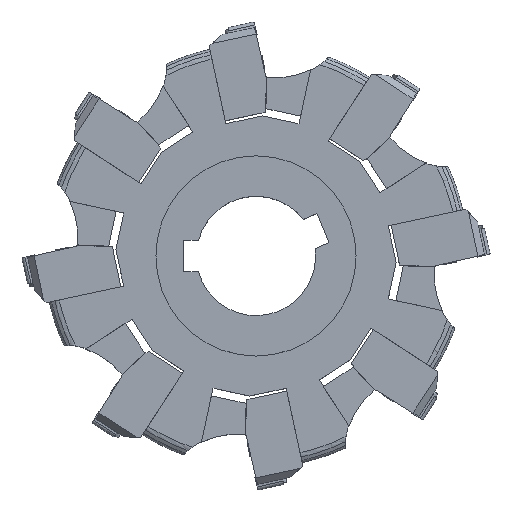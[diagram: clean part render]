
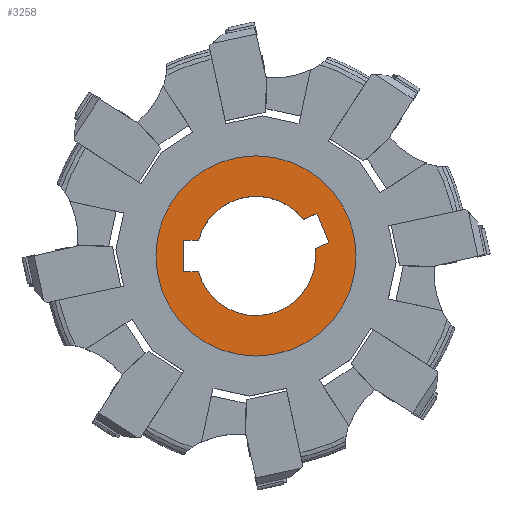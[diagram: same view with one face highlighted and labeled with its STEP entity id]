
A CAD part, top view. The second image highlights one B-rep face of the part: STEP entity #3258.
In plain terms, the highlighted planar face has unit normal (0, 0, 1).
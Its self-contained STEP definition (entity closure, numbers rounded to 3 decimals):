
#1547=LINE('',#17524,#2235);
#1550=LINE('',#17531,#2238);
#1553=LINE('',#17537,#2241);
#1557=LINE('',#17545,#2245);
#1560=LINE('',#17552,#2248);
#1563=LINE('',#17558,#2251);
#2235=VECTOR('',#11797,1.);
#2238=VECTOR('',#11802,1.);
#2241=VECTOR('',#11807,1.);
#2245=VECTOR('',#11813,1.);
#2248=VECTOR('',#11818,1.);
#2251=VECTOR('',#11823,1.);
#2755=PLANE('',#10695);
#3258=ADVANCED_FACE('',(#3655,#3656),#2755,.T.);
#3655=FACE_BOUND('',#3975,.T.);
#3656=FACE_BOUND('',#3976,.T.);
#3975=EDGE_LOOP('',(#5406));
#3976=EDGE_LOOP('',(#5407,#5408,#5409,#5410,#5411,#5412,#5413,#5414));
#5406=ORIENTED_EDGE('',*,*,#8896,.T.);
#5407=ORIENTED_EDGE('',*,*,#8904,.F.);
#5408=ORIENTED_EDGE('',*,*,#8907,.F.);
#5409=ORIENTED_EDGE('',*,*,#8901,.F.);
#5410=ORIENTED_EDGE('',*,*,#8919,.T.);
#5411=ORIENTED_EDGE('',*,*,#8914,.F.);
#5412=ORIENTED_EDGE('',*,*,#8917,.F.);
#5413=ORIENTED_EDGE('',*,*,#8911,.F.);
#5414=ORIENTED_EDGE('',*,*,#8922,.F.);
#7736=VERTEX_POINT('',#17512);
#7741=VERTEX_POINT('',#17523);
#7742=VERTEX_POINT('',#17525);
#7743=VERTEX_POINT('',#17529);
#7745=VERTEX_POINT('',#17532);
#7749=VERTEX_POINT('',#17544);
#7750=VERTEX_POINT('',#17546);
#7751=VERTEX_POINT('',#17550);
#7753=VERTEX_POINT('',#17553);
#8896=EDGE_CURVE('',#7736,#7736,#10003,.T.);
#8901=EDGE_CURVE('',#7741,#7742,#1547,.T.);
#8904=EDGE_CURVE('',#7743,#7745,#1550,.T.);
#8907=EDGE_CURVE('',#7742,#7743,#1553,.T.);
#8911=EDGE_CURVE('',#7749,#7750,#1557,.T.);
#8914=EDGE_CURVE('',#7751,#7753,#1560,.T.);
#8917=EDGE_CURVE('',#7750,#7751,#1563,.T.);
#8919=EDGE_CURVE('',#7741,#7753,#10006,.T.);
#8922=EDGE_CURVE('',#7745,#7749,#10009,.T.);
#10003=CIRCLE('',#10556,22.641);
#10006=CIRCLE('',#10567,13.5);
#10009=CIRCLE('',#10571,13.5);
#10556=AXIS2_PLACEMENT_3D('',#17511,#11785,#11786);
#10567=AXIS2_PLACEMENT_3D('',#17561,#11827,#11828);
#10571=AXIS2_PLACEMENT_3D('',#17565,#11835,#11836);
#10695=AXIS2_PLACEMENT_3D('',#17705,#12099,#12100);
#11785=DIRECTION('',(0.,0.,1.));
#11786=DIRECTION('',(1.,0.,0.));
#11797=DIRECTION('',(0.924,0.383,0.));
#11802=DIRECTION('',(-0.924,-0.383,0.));
#11807=DIRECTION('',(-0.383,0.924,0.));
#11813=DIRECTION('',(-1.,0.,0.));
#11818=DIRECTION('',(1.,0.,0.));
#11823=DIRECTION('',(0.,-1.,0.));
#11827=DIRECTION('',(0.,0.,-1.));
#11828=DIRECTION('',(-1.,0.,0.));
#11835=DIRECTION('',(0.,0.,1.));
#11836=DIRECTION('',(-1.,0.,0.));
#12099=DIRECTION('',(0.,0.,1.));
#12100=DIRECTION('',(-1.,0.,0.));
#17511=CARTESIAN_POINT('',(0.,0.,0.));
#17512=CARTESIAN_POINT('',(22.641,0.,0.));
#17523=CARTESIAN_POINT('',(13.394,1.692,0.));
#17524=CARTESIAN_POINT('',(-16.135,-10.539,0.));
#17525=CARTESIAN_POINT('',(16.515,2.985,0.));
#17529=CARTESIAN_POINT('',(13.788,9.567,0.));
#17531=CARTESIAN_POINT('',(-18.861,-3.957,0.));
#17532=CARTESIAN_POINT('',(10.667,8.274,0.));
#17537=CARTESIAN_POINT('',(12.149,13.524,0.));
#17544=CARTESIAN_POINT('',(-13.021,3.563,0.));
#17545=CARTESIAN_POINT('',(-20.5,3.563,0.));
#17546=CARTESIAN_POINT('',(-16.4,3.563,0.));
#17550=CARTESIAN_POINT('',(-16.4,-3.563,0.));
#17552=CARTESIAN_POINT('',(-20.5,-3.563,0.));
#17553=CARTESIAN_POINT('',(-13.021,-3.563,0.));
#17558=CARTESIAN_POINT('',(-16.4,0.,0.));
#17561=CARTESIAN_POINT('',(0.,0.,0.));
#17565=CARTESIAN_POINT('',(0.,0.,0.));
#17705=CARTESIAN_POINT('',(-20.5,0.,0.));
